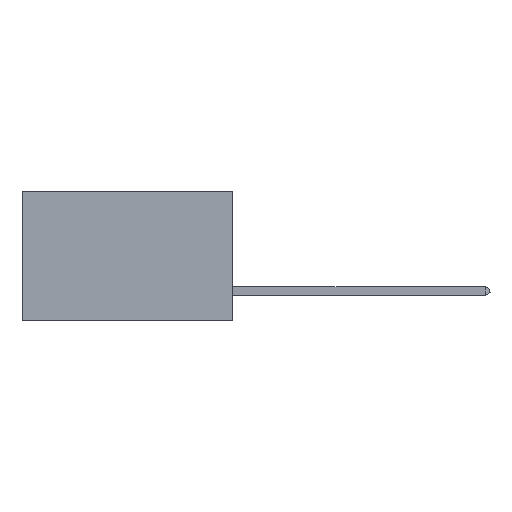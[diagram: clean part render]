
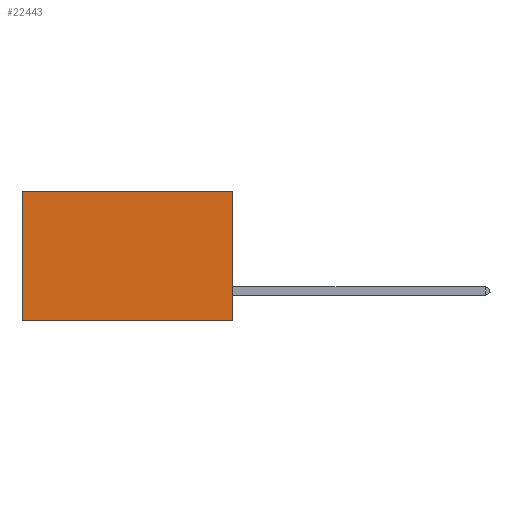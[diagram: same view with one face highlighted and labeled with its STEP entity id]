
A CAD part, left-side view. The second image highlights one B-rep face of the part: STEP entity #22443.
In plain terms, the highlighted planar face has unit normal (-1, 0, 0).
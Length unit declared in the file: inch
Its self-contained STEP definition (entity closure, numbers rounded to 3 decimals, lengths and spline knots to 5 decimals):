
#635 = DIRECTION ( 'NONE',  ( 0., 1., 0. ) ) ;
#1475 = VERTEX_POINT ( 'NONE', #2482 ) ;
#2482 = CARTESIAN_POINT ( 'NONE',  ( 0.2875, 0., -0.37 ) ) ;
#2621 = ORIENTED_EDGE ( 'NONE', *, *, #10692, .T. ) ;
#4602 = DIRECTION ( 'NONE',  ( 1., 0., 0. ) ) ;
#4666 = CARTESIAN_POINT ( 'NONE',  ( 0.2875, 0.6, -0.37 ) ) ;
#5529 = EDGE_LOOP ( 'NONE', ( #11433, #12049, #6603, #2621 ) ) ;
#5576 = EDGE_CURVE ( 'NONE', #24220, #1475, #5735, .T. ) ;
#5735 = LINE ( 'NONE', #16407, #9070 ) ;
#6603 = ORIENTED_EDGE ( 'NONE', *, *, #5576, .F. ) ;
#6811 = LINE ( 'NONE', #6856, #21536 ) ;
#6856 = CARTESIAN_POINT ( 'NONE',  ( 0.2875, 0., 0. ) ) ;
#6940 = FACE_OUTER_BOUND ( 'NONE', #5529, .T. ) ;
#7641 = EDGE_CURVE ( 'NONE', #1475, #20266, #19879, .T. ) ;
#8731 = DIRECTION ( 'NONE',  ( 0., 0., -1. ) ) ;
#9070 = VECTOR ( 'NONE', #8731, 39.37008 ) ;
#9523 = CARTESIAN_POINT ( 'NONE',  ( 0.2875, 0.6, 0. ) ) ;
#9667 = AXIS2_PLACEMENT_3D ( 'NONE', #21818, #4602, #10435 ) ;
#10243 = CARTESIAN_POINT ( 'NONE',  ( 0.2875, 0., -0.37 ) ) ;
#10435 = DIRECTION ( 'NONE',  ( 0., 0., -1. ) ) ;
#10472 = DIRECTION ( 'NONE',  ( 0., 1., 0. ) ) ;
#10692 = EDGE_CURVE ( 'NONE', #24220, #17234, #6811, .T. ) ;
#11433 = ORIENTED_EDGE ( 'NONE', *, *, #17215, .T. ) ;
#12049 = ORIENTED_EDGE ( 'NONE', *, *, #7641, .F. ) ;
#14167 = DIRECTION ( 'NONE',  ( 0., 0., -1. ) ) ;
#14321 = PLANE ( 'NONE',  #9667 ) ;
#16407 = CARTESIAN_POINT ( 'NONE',  ( 0.2875, 0., 0. ) ) ;
#16585 = CARTESIAN_POINT ( 'NONE',  ( 0.2875, 0.6, 0. ) ) ;
#16719 = CARTESIAN_POINT ( 'NONE',  ( 0.2875, 0., 0. ) ) ;
#16835 = VECTOR ( 'NONE', #635, 39.37008 ) ;
#17215 = EDGE_CURVE ( 'NONE', #17234, #20266, #23084, .T. ) ;
#17234 = VERTEX_POINT ( 'NONE', #16585 ) ;
#19879 = LINE ( 'NONE', #10243, #16835 ) ;
#20266 = VERTEX_POINT ( 'NONE', #4666 ) ;
#21536 = VECTOR ( 'NONE', #10472, 39.37008 ) ;
#21818 = CARTESIAN_POINT ( 'NONE',  ( 0.2875, 0., 0. ) ) ;
#21892 = VECTOR ( 'NONE', #14167, 39.37008 ) ;
#22443 = ADVANCED_FACE ( 'NONE', ( #6940 ), #14321, .F. ) ;
#23084 = LINE ( 'NONE', #9523, #21892 ) ;
#24220 = VERTEX_POINT ( 'NONE', #16719 ) ;
